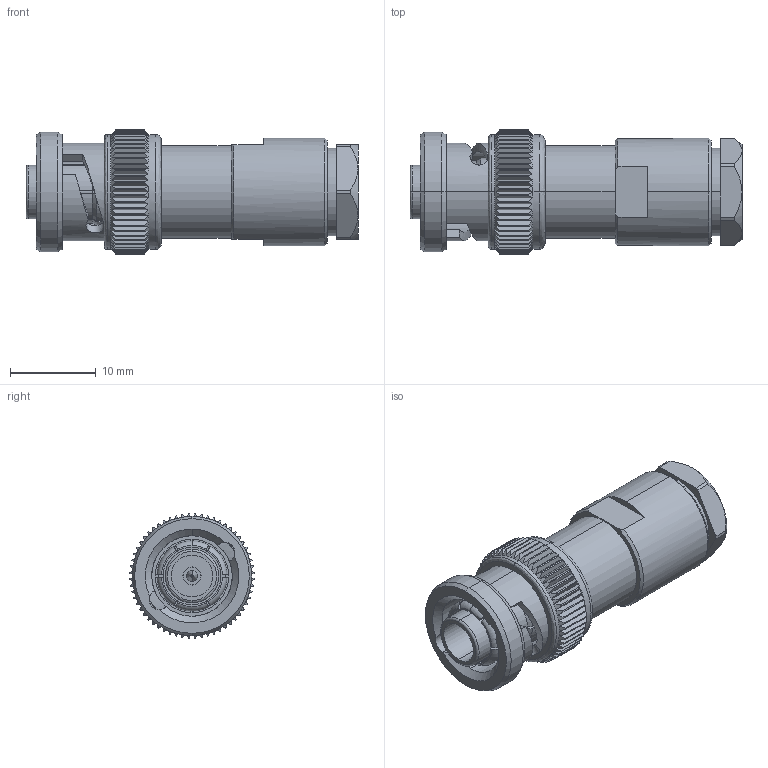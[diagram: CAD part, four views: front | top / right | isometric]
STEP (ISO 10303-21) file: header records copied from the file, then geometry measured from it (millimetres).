
FILE_DESCRIPTION (( 'STEP AP203' ), '1' );
FILE_NAME ('PE4494.step', '2019-02-13T01:01:08', ( '' ), ( '' ), 'SwSTEP 2.0', 'SolidWorks 2017', '' );
FILE_SCHEMA (( 'CONFIG_CONTROL_DESIGN' ));
Length unit declared in the file: inch
Products named in the file (1): PE4494
Bounding box: 38.71 x 14.46 x 14.46 mm (x, y, z)
Volume: 3830.4 mm3; surface area: 3237.5 mm2
Topology: 1 solids, 1 shells, 468 faces, 1077 edges, 623 vertices
Faces by surface type: plane 176, cone 148, cylinder 123, bspline 12, torus 9
Entity records: 14989 total; most frequent: CARTESIAN_POINT 4763, ORIENTED_EDGE 2154, DIRECTION 2097, EDGE_CURVE 1077, AXIS2_PLACEMENT_3D 873, VERTEX_POINT 623, EDGE_LOOP 484, FACE_OUTER_BOUND 468
